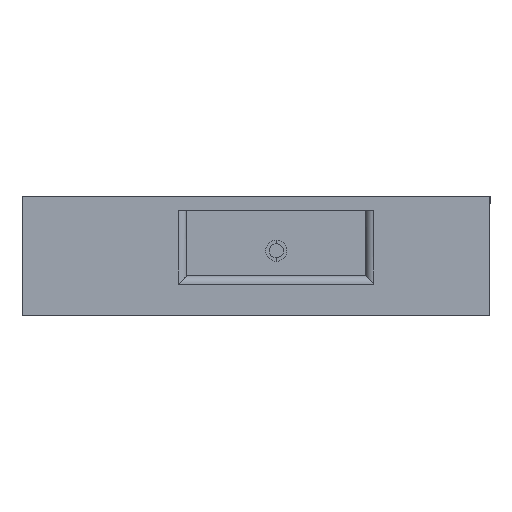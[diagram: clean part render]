
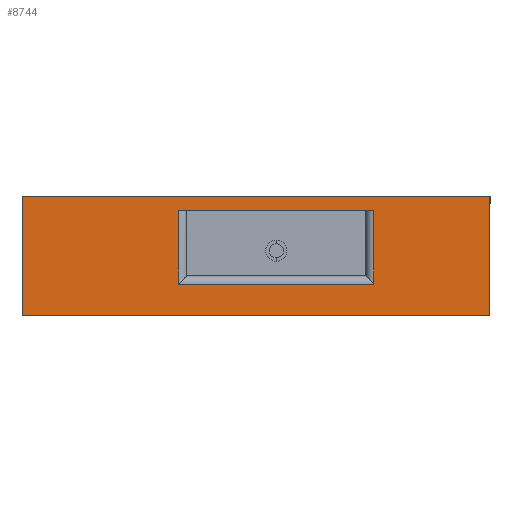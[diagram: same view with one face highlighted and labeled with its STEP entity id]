
A CAD part, left-side view. The second image highlights one B-rep face of the part: STEP entity #8744.
In plain terms, the highlighted planar face has unit normal (-1, 0, 0).
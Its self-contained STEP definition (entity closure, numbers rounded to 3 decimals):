
#56 = VECTOR ( 'NONE', #2956, 1000. ) ;
#153 = ORIENTED_EDGE ( 'NONE', *, *, #13662, .T. ) ;
#365 = VERTEX_POINT ( 'NONE', #2838 ) ;
#446 = VECTOR ( 'NONE', #8063, 1000. ) ;
#547 = CARTESIAN_POINT ( 'NONE',  ( -107.5, -28.99, 25.8 ) ) ;
#618 = LINE ( 'NONE', #14111, #1938 ) ;
#1186 = LINE ( 'NONE', #13616, #8362 ) ;
#1213 = ORIENTED_EDGE ( 'NONE', *, *, #13108, .T. ) ;
#1500 = VERTEX_POINT ( 'NONE', #4741 ) ;
#1620 = ORIENTED_EDGE ( 'NONE', *, *, #8130, .T. ) ;
#1938 = VECTOR ( 'NONE', #5165, 1000. ) ;
#2112 = FACE_OUTER_BOUND ( 'NONE', #10019, .T. ) ;
#2262 = DIRECTION ( 'NONE',  ( 1., 0., 0. ) ) ;
#2606 = VECTOR ( 'NONE', #4431, 1000. ) ;
#2607 = VERTEX_POINT ( 'NONE', #3608 ) ;
#2838 = CARTESIAN_POINT ( 'NONE',  ( -107.5, 18.99, 25.8 ) ) ;
#2956 = DIRECTION ( 'NONE',  ( 0., 1., 0. ) ) ;
#3200 = CARTESIAN_POINT ( 'NONE',  ( -107.5, 57.5, 0. ) ) ;
#3338 = CARTESIAN_POINT ( 'NONE',  ( -107.5, -28.99, 1.8 ) ) ;
#3608 = CARTESIAN_POINT ( 'NONE',  ( -107.5, 57.5, 29.4 ) ) ;
#3995 = DIRECTION ( 'NONE',  ( 0., 0., -1. ) ) ;
#4038 = ORIENTED_EDGE ( 'NONE', *, *, #7424, .T. ) ;
#4054 = EDGE_LOOP ( 'NONE', ( #4475, #6501, #6874, #4038 ) ) ;
#4130 = LINE ( 'NONE', #13207, #2606 ) ;
#4268 = VECTOR ( 'NONE', #3995, 1000. ) ;
#4431 = DIRECTION ( 'NONE',  ( 0., 1., 0. ) ) ;
#4475 = ORIENTED_EDGE ( 'NONE', *, *, #4558, .F. ) ;
#4492 = PLANE ( 'NONE',  #8953 ) ;
#4558 = EDGE_CURVE ( 'NONE', #13567, #365, #11008, .T. ) ;
#4570 = CARTESIAN_POINT ( 'NONE',  ( -107.5, -57.5, 1.8 ) ) ;
#4609 = DIRECTION ( 'NONE',  ( 0., 0., -1. ) ) ;
#4741 = CARTESIAN_POINT ( 'NONE',  ( -107.5, -57.5, 0. ) ) ;
#4777 = EDGE_CURVE ( 'NONE', #13567, #6235, #9008, .T. ) ;
#5056 = EDGE_CURVE ( 'NONE', #6235, #10203, #4130, .T. ) ;
#5165 = DIRECTION ( 'NONE',  ( 0., 0., 1. ) ) ;
#6030 = VERTEX_POINT ( 'NONE', #12899 ) ;
#6235 = VERTEX_POINT ( 'NONE', #13399 ) ;
#6501 = ORIENTED_EDGE ( 'NONE', *, *, #4777, .T. ) ;
#6874 = ORIENTED_EDGE ( 'NONE', *, *, #5056, .T. ) ;
#7424 = EDGE_CURVE ( 'NONE', #10203, #365, #618, .T. ) ;
#7441 = LINE ( 'NONE', #7657, #56 ) ;
#7657 = CARTESIAN_POINT ( 'NONE',  ( -107.5, -57.5, 29.4 ) ) ;
#7839 = LINE ( 'NONE', #8950, #446 ) ;
#7883 = EDGE_CURVE ( 'NONE', #6030, #1500, #1186, .T. ) ;
#8063 = DIRECTION ( 'NONE',  ( 0., -1., 0. ) ) ;
#8130 = EDGE_CURVE ( 'NONE', #6030, #2607, #7441, .T. ) ;
#8362 = VECTOR ( 'NONE', #4609, 1000. ) ;
#8622 = LINE ( 'NONE', #13208, #4268 ) ;
#8744 = ADVANCED_FACE ( 'NONE', ( #2112, #13648 ), #4492, .F. ) ;
#8750 = VECTOR ( 'NONE', #12419, 1000. ) ;
#8950 = CARTESIAN_POINT ( 'NONE',  ( -107.5, -57.5, 0. ) ) ;
#8953 = AXIS2_PLACEMENT_3D ( 'NONE', #4570, #2262, #10014 ) ;
#9008 = LINE ( 'NONE', #3338, #8750 ) ;
#9595 = ORIENTED_EDGE ( 'NONE', *, *, #7883, .F. ) ;
#10014 = DIRECTION ( 'NONE',  ( 0., 0., -1. ) ) ;
#10019 = EDGE_LOOP ( 'NONE', ( #1213, #153, #9595, #1620 ) ) ;
#10203 = VERTEX_POINT ( 'NONE', #13969 ) ;
#10788 = DIRECTION ( 'NONE',  ( 0., 1., 0. ) ) ;
#11008 = LINE ( 'NONE', #12044, #14683 ) ;
#12044 = CARTESIAN_POINT ( 'NONE',  ( -107.5, 17., 25.8 ) ) ;
#12419 = DIRECTION ( 'NONE',  ( 0., 0., -1. ) ) ;
#12444 = VERTEX_POINT ( 'NONE', #3200 ) ;
#12899 = CARTESIAN_POINT ( 'NONE',  ( -107.5, -57.5, 29.4 ) ) ;
#13108 = EDGE_CURVE ( 'NONE', #2607, #12444, #8622, .T. ) ;
#13207 = CARTESIAN_POINT ( 'NONE',  ( -107.5, -57.5, 7.81 ) ) ;
#13208 = CARTESIAN_POINT ( 'NONE',  ( -107.5, 57.5, 1.8 ) ) ;
#13399 = CARTESIAN_POINT ( 'NONE',  ( -107.5, -28.99, 7.81 ) ) ;
#13567 = VERTEX_POINT ( 'NONE', #547 ) ;
#13616 = CARTESIAN_POINT ( 'NONE',  ( -107.5, -57.5, 1.8 ) ) ;
#13648 = FACE_BOUND ( 'NONE', #4054, .T. ) ;
#13662 = EDGE_CURVE ( 'NONE', #12444, #1500, #7839, .T. ) ;
#13969 = CARTESIAN_POINT ( 'NONE',  ( -107.5, 18.99, 7.81 ) ) ;
#14111 = CARTESIAN_POINT ( 'NONE',  ( -107.5, 18.99, 1.8 ) ) ;
#14683 = VECTOR ( 'NONE', #10788, 1000. ) ;
